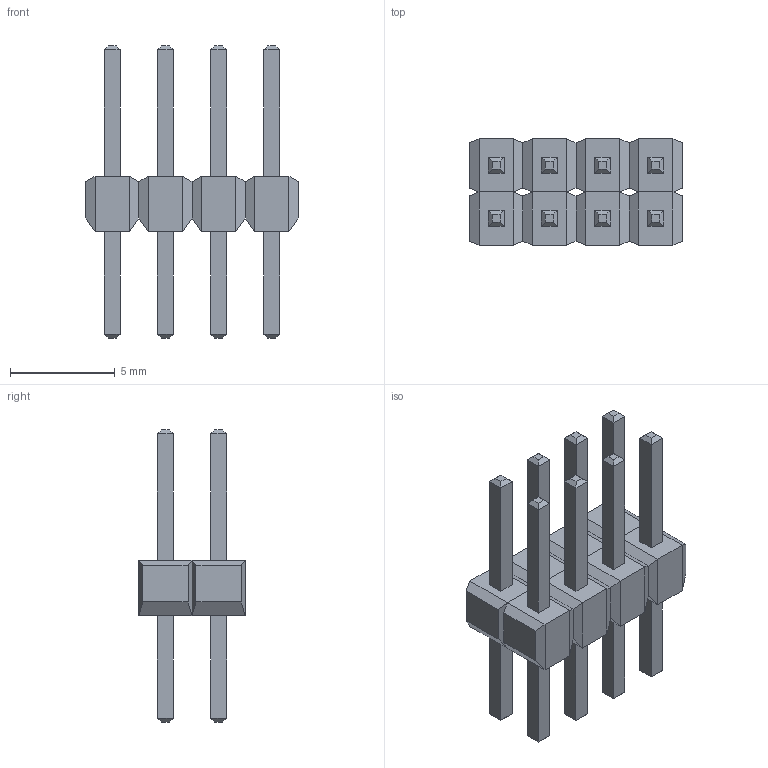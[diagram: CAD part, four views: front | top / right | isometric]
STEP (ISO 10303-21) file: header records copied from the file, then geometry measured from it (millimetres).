
FILE_DESCRIPTION(('STEP AP214'),'1');
FILE_NAME('67996-408HLF_AMP','2020-04-28T00:16:29',(''),(''),'','','');
FILE_SCHEMA(('AUTOMOTIVE_DESIGN'));
Length unit declared in the file: millimetre
Products named in the file (1): product
Bounding box: 10.16 x 5.08 x 13.97 mm (x, y, z)
Volume: 177.9 mm3; surface area: 523.7 mm2
Topology: 18 solids, 18 shells, 260 faces, 520 edges, 296 vertices
Faces by surface type: plane 260
Entity records: 6145 total; most frequent: DIRECTION 1042, ORIENTED_EDGE 1040, CARTESIAN_POINT 557, EDGE_CURVE 520, LINE 520, VECTOR 520, VERTEX_POINT 296, AXIS2_PLACEMENT_3D 261
